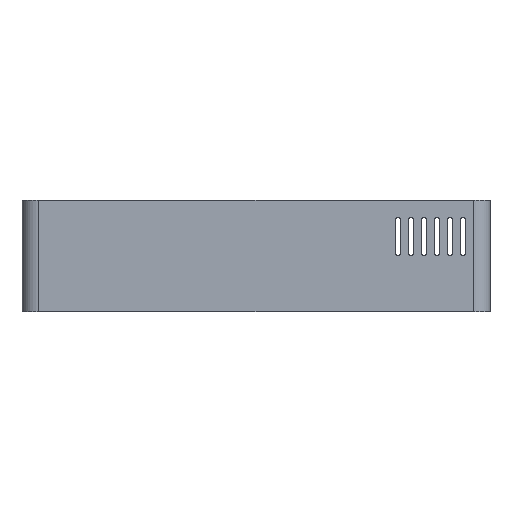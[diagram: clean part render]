
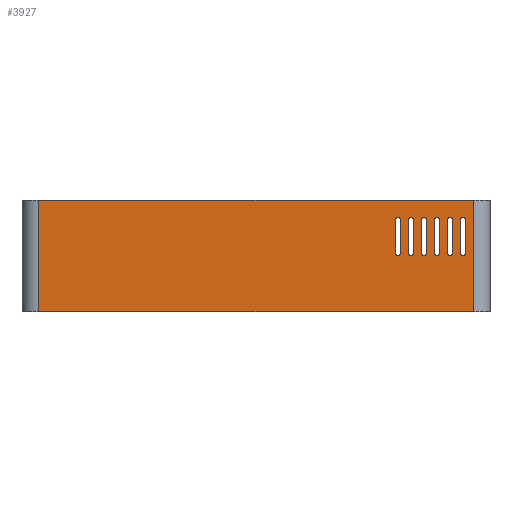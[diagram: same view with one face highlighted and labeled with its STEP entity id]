
A CAD part, left-side view. The second image highlights one B-rep face of the part: STEP entity #3927.
In plain terms, the highlighted planar face has unit normal (-1, 0, 0).
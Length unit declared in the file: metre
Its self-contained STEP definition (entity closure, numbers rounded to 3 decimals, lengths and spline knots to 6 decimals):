
#199=CIRCLE('',#4248,0.0005);
#200=CIRCLE('',#4249,0.0005);
#201=CIRCLE('',#4250,0.0005);
#202=CIRCLE('',#4251,0.0005);
#203=CIRCLE('',#4252,0.0005);
#204=CIRCLE('',#4253,0.0005);
#205=CIRCLE('',#4254,0.0005);
#206=CIRCLE('',#4255,0.0005);
#207=CIRCLE('',#4256,0.0005);
#208=CIRCLE('',#4257,0.0005);
#209=CIRCLE('',#4258,0.0005);
#210=CIRCLE('',#4259,0.0005);
#568=ORIENTED_EDGE('',*,*,#1714,.F.);
#569=ORIENTED_EDGE('',*,*,#1715,.T.);
#570=ORIENTED_EDGE('',*,*,#1716,.T.);
#571=ORIENTED_EDGE('',*,*,#1717,.T.);
#572=ORIENTED_EDGE('',*,*,#1718,.T.);
#573=ORIENTED_EDGE('',*,*,#1719,.T.);
#574=ORIENTED_EDGE('',*,*,#1720,.F.);
#575=ORIENTED_EDGE('',*,*,#1721,.T.);
#576=ORIENTED_EDGE('',*,*,#1722,.T.);
#577=ORIENTED_EDGE('',*,*,#1723,.T.);
#578=ORIENTED_EDGE('',*,*,#1724,.F.);
#579=ORIENTED_EDGE('',*,*,#1725,.T.);
#580=ORIENTED_EDGE('',*,*,#1726,.T.);
#581=ORIENTED_EDGE('',*,*,#1727,.T.);
#582=ORIENTED_EDGE('',*,*,#1728,.F.);
#583=ORIENTED_EDGE('',*,*,#1729,.T.);
#584=ORIENTED_EDGE('',*,*,#1730,.T.);
#585=ORIENTED_EDGE('',*,*,#1731,.T.);
#586=ORIENTED_EDGE('',*,*,#1732,.F.);
#587=ORIENTED_EDGE('',*,*,#1733,.T.);
#588=ORIENTED_EDGE('',*,*,#1734,.T.);
#589=ORIENTED_EDGE('',*,*,#1735,.T.);
#590=ORIENTED_EDGE('',*,*,#1736,.F.);
#591=ORIENTED_EDGE('',*,*,#1737,.T.);
#592=ORIENTED_EDGE('',*,*,#1713,.T.);
#593=ORIENTED_EDGE('',*,*,#1738,.T.);
#594=ORIENTED_EDGE('',*,*,#1739,.F.);
#595=ORIENTED_EDGE('',*,*,#1693,.F.);
#1693=EDGE_CURVE('',#2258,#2259,#2582,.T.);
#1713=EDGE_CURVE('',#2258,#2274,#2594,.T.);
#1714=EDGE_CURVE('',#2275,#2276,#2595,.T.);
#1715=EDGE_CURVE('',#2275,#2277,#199,.T.);
#1716=EDGE_CURVE('',#2277,#2278,#2596,.T.);
#1717=EDGE_CURVE('',#2278,#2276,#200,.T.);
#1718=EDGE_CURVE('',#2279,#2280,#2597,.T.);
#1719=EDGE_CURVE('',#2280,#2281,#201,.T.);
#1720=EDGE_CURVE('',#2282,#2281,#2598,.T.);
#1721=EDGE_CURVE('',#2282,#2279,#202,.T.);
#1722=EDGE_CURVE('',#2283,#2284,#2599,.T.);
#1723=EDGE_CURVE('',#2284,#2285,#203,.T.);
#1724=EDGE_CURVE('',#2286,#2285,#2600,.T.);
#1725=EDGE_CURVE('',#2286,#2283,#204,.T.);
#1726=EDGE_CURVE('',#2287,#2288,#2601,.T.);
#1727=EDGE_CURVE('',#2288,#2289,#205,.T.);
#1728=EDGE_CURVE('',#2290,#2289,#2602,.T.);
#1729=EDGE_CURVE('',#2290,#2287,#206,.T.);
#1730=EDGE_CURVE('',#2291,#2292,#2603,.T.);
#1731=EDGE_CURVE('',#2292,#2293,#207,.T.);
#1732=EDGE_CURVE('',#2294,#2293,#2604,.T.);
#1733=EDGE_CURVE('',#2294,#2291,#208,.T.);
#1734=EDGE_CURVE('',#2295,#2296,#2605,.T.);
#1735=EDGE_CURVE('',#2296,#2297,#209,.T.);
#1736=EDGE_CURVE('',#2298,#2297,#2606,.T.);
#1737=EDGE_CURVE('',#2298,#2295,#210,.T.);
#1738=EDGE_CURVE('',#2274,#2299,#2607,.T.);
#1739=EDGE_CURVE('',#2259,#2299,#2608,.T.);
#2258=VERTEX_POINT('',#6155);
#2259=VERTEX_POINT('',#6157);
#2274=VERTEX_POINT('',#6193);
#2275=VERTEX_POINT('',#6197);
#2276=VERTEX_POINT('',#6198);
#2277=VERTEX_POINT('',#6200);
#2278=VERTEX_POINT('',#6202);
#2279=VERTEX_POINT('',#6205);
#2280=VERTEX_POINT('',#6206);
#2281=VERTEX_POINT('',#6208);
#2282=VERTEX_POINT('',#6210);
#2283=VERTEX_POINT('',#6213);
#2284=VERTEX_POINT('',#6214);
#2285=VERTEX_POINT('',#6216);
#2286=VERTEX_POINT('',#6218);
#2287=VERTEX_POINT('',#6221);
#2288=VERTEX_POINT('',#6222);
#2289=VERTEX_POINT('',#6224);
#2290=VERTEX_POINT('',#6226);
#2291=VERTEX_POINT('',#6229);
#2292=VERTEX_POINT('',#6230);
#2293=VERTEX_POINT('',#6232);
#2294=VERTEX_POINT('',#6234);
#2295=VERTEX_POINT('',#6237);
#2296=VERTEX_POINT('',#6238);
#2297=VERTEX_POINT('',#6240);
#2298=VERTEX_POINT('',#6242);
#2299=VERTEX_POINT('',#6245);
#2582=LINE('',#6156,#3002);
#2594=LINE('',#6194,#3014);
#2595=LINE('',#6196,#3015);
#2596=LINE('',#6201,#3016);
#2597=LINE('',#6204,#3017);
#2598=LINE('',#6209,#3018);
#2599=LINE('',#6212,#3019);
#2600=LINE('',#6217,#3020);
#2601=LINE('',#6220,#3021);
#2602=LINE('',#6225,#3022);
#2603=LINE('',#6228,#3023);
#2604=LINE('',#6233,#3024);
#2605=LINE('',#6236,#3025);
#2606=LINE('',#6241,#3026);
#2607=LINE('',#6244,#3027);
#2608=LINE('',#6246,#3028);
#3002=VECTOR('',#4879,1.);
#3014=VECTOR('',#4911,1.);
#3015=VECTOR('',#4914,1.);
#3016=VECTOR('',#4917,1.);
#3017=VECTOR('',#4920,1.);
#3018=VECTOR('',#4923,1.);
#3019=VECTOR('',#4926,1.);
#3020=VECTOR('',#4929,1.);
#3021=VECTOR('',#4932,1.);
#3022=VECTOR('',#4935,1.);
#3023=VECTOR('',#4938,1.);
#3024=VECTOR('',#4941,1.);
#3025=VECTOR('',#4944,1.);
#3026=VECTOR('',#4947,1.);
#3027=VECTOR('',#4950,1.);
#3028=VECTOR('',#4951,1.);
#3322=EDGE_LOOP('',(#568,#569,#570,#571));
#3323=EDGE_LOOP('',(#572,#573,#574,#575));
#3324=EDGE_LOOP('',(#576,#577,#578,#579));
#3325=EDGE_LOOP('',(#580,#581,#582,#583));
#3326=EDGE_LOOP('',(#584,#585,#586,#587));
#3327=EDGE_LOOP('',(#588,#589,#590,#591));
#3328=EDGE_LOOP('',(#592,#593,#594,#595));
#3586=FACE_BOUND('',#3322,.T.);
#3587=FACE_BOUND('',#3323,.T.);
#3588=FACE_BOUND('',#3324,.T.);
#3589=FACE_BOUND('',#3325,.T.);
#3590=FACE_BOUND('',#3326,.T.);
#3591=FACE_BOUND('',#3327,.T.);
#3592=FACE_BOUND('',#3328,.T.);
#3809=PLANE('',#4247);
#3927=ADVANCED_FACE('',(#3586,#3587,#3588,#3589,#3590,#3591,#3592),#3809,
 .F.);
#4247=AXIS2_PLACEMENT_3D('',#6195,#4912,#4913);
#4248=AXIS2_PLACEMENT_3D('',#6199,#4915,#4916);
#4249=AXIS2_PLACEMENT_3D('',#6203,#4918,#4919);
#4250=AXIS2_PLACEMENT_3D('',#6207,#4921,#4922);
#4251=AXIS2_PLACEMENT_3D('',#6211,#4924,#4925);
#4252=AXIS2_PLACEMENT_3D('',#6215,#4927,#4928);
#4253=AXIS2_PLACEMENT_3D('',#6219,#4930,#4931);
#4254=AXIS2_PLACEMENT_3D('',#6223,#4933,#4934);
#4255=AXIS2_PLACEMENT_3D('',#6227,#4936,#4937);
#4256=AXIS2_PLACEMENT_3D('',#6231,#4939,#4940);
#4257=AXIS2_PLACEMENT_3D('',#6235,#4942,#4943);
#4258=AXIS2_PLACEMENT_3D('',#6239,#4945,#4946);
#4259=AXIS2_PLACEMENT_3D('',#6243,#4948,#4949);
#4879=DIRECTION('',(0.,-1.,0.));
#4911=DIRECTION('',(0.,0.,-1.));
#4912=DIRECTION('',(1.,0.,0.));
#4913=DIRECTION('',(0.,0.,-1.));
#4914=DIRECTION('',(0.,0.,-1.));
#4915=DIRECTION('',(1.,0.,0.));
#4916=DIRECTION('',(0.,0.,-1.));
#4917=DIRECTION('',(0.,0.,-1.));
#4918=DIRECTION('',(1.,0.,0.));
#4919=DIRECTION('',(0.,0.,-1.));
#4920=DIRECTION('',(0.,0.,-1.));
#4921=DIRECTION('',(1.,0.,0.));
#4922=DIRECTION('',(0.,0.,-1.));
#4923=DIRECTION('',(0.,0.,-1.));
#4924=DIRECTION('',(1.,0.,0.));
#4925=DIRECTION('',(0.,0.,-1.));
#4926=DIRECTION('',(0.,0.,-1.));
#4927=DIRECTION('',(1.,0.,0.));
#4928=DIRECTION('',(0.,0.,-1.));
#4929=DIRECTION('',(0.,0.,-1.));
#4930=DIRECTION('',(1.,0.,0.));
#4931=DIRECTION('',(0.,0.,-1.));
#4932=DIRECTION('',(0.,0.,-1.));
#4933=DIRECTION('',(1.,0.,0.));
#4934=DIRECTION('',(0.,0.,-1.));
#4935=DIRECTION('',(0.,0.,-1.));
#4936=DIRECTION('',(1.,0.,0.));
#4937=DIRECTION('',(0.,0.,-1.));
#4938=DIRECTION('',(0.,0.,-1.));
#4939=DIRECTION('',(1.,0.,0.));
#4940=DIRECTION('',(0.,0.,-1.));
#4941=DIRECTION('',(0.,0.,-1.));
#4942=DIRECTION('',(1.,0.,0.));
#4943=DIRECTION('',(0.,0.,-1.));
#4944=DIRECTION('',(0.,0.,-1.));
#4945=DIRECTION('',(1.,0.,0.));
#4946=DIRECTION('',(0.,0.,-1.));
#4947=DIRECTION('',(0.,0.,-1.));
#4948=DIRECTION('',(1.,0.,0.));
#4949=DIRECTION('',(0.,0.,-1.));
#4950=DIRECTION('',(0.,-1.,0.));
#4951=DIRECTION('',(0.,0.,-1.));
#6155=CARTESIAN_POINT('',(-0.02595,0.04175,0.0195));
#6156=CARTESIAN_POINT('',(-0.02595,0.,0.0195));
#6157=CARTESIAN_POINT('',(-0.02595,-0.04175,0.0195));
#6193=CARTESIAN_POINT('',(-0.02595,0.04175,-0.002));
#6194=CARTESIAN_POINT('',(-0.02595,0.04175,0.0195));
#6195=CARTESIAN_POINT('',(-0.02595,0.,0.0195));
#6196=CARTESIAN_POINT('',(-0.02595,-0.03935,0.0195));
#6197=CARTESIAN_POINT('',(-0.02595,-0.03935,0.015625));
#6198=CARTESIAN_POINT('',(-0.02595,-0.03935,0.009375));
#6199=CARTESIAN_POINT('',(-0.02595,-0.03985,0.015625));
#6200=CARTESIAN_POINT('',(-0.02595,-0.04035,0.015625));
#6201=CARTESIAN_POINT('',(-0.02595,-0.04035,0.0195));
#6202=CARTESIAN_POINT('',(-0.02595,-0.04035,0.009375));
#6203=CARTESIAN_POINT('',(-0.02595,-0.03985,0.009375));
#6204=CARTESIAN_POINT('',(-0.02595,-0.03785,0.0195));
#6205=CARTESIAN_POINT('',(-0.02595,-0.03785,0.015625));
#6206=CARTESIAN_POINT('',(-0.02595,-0.03785,0.009375));
#6207=CARTESIAN_POINT('',(-0.02595,-0.03735,0.009375));
#6208=CARTESIAN_POINT('',(-0.02595,-0.03685,0.009375));
#6209=CARTESIAN_POINT('',(-0.02595,-0.03685,0.0195));
#6210=CARTESIAN_POINT('',(-0.02595,-0.03685,0.015625));
#6211=CARTESIAN_POINT('',(-0.02595,-0.03735,0.015625));
#6212=CARTESIAN_POINT('',(-0.02595,-0.03535,0.0195));
#6213=CARTESIAN_POINT('',(-0.02595,-0.03535,0.015625));
#6214=CARTESIAN_POINT('',(-0.02595,-0.03535,0.009375));
#6215=CARTESIAN_POINT('',(-0.02595,-0.03485,0.009375));
#6216=CARTESIAN_POINT('',(-0.02595,-0.03435,0.009375));
#6217=CARTESIAN_POINT('',(-0.02595,-0.03435,0.0195));
#6218=CARTESIAN_POINT('',(-0.02595,-0.03435,0.015625));
#6219=CARTESIAN_POINT('',(-0.02595,-0.03485,0.015625));
#6220=CARTESIAN_POINT('',(-0.02595,-0.03285,0.0195));
#6221=CARTESIAN_POINT('',(-0.02595,-0.03285,0.015625));
#6222=CARTESIAN_POINT('',(-0.02595,-0.03285,0.009375));
#6223=CARTESIAN_POINT('',(-0.02595,-0.03235,0.009375));
#6224=CARTESIAN_POINT('',(-0.02595,-0.03185,0.009375));
#6225=CARTESIAN_POINT('',(-0.02595,-0.03185,0.0195));
#6226=CARTESIAN_POINT('',(-0.02595,-0.03185,0.015625));
#6227=CARTESIAN_POINT('',(-0.02595,-0.03235,0.015625));
#6228=CARTESIAN_POINT('',(-0.02595,-0.03035,0.0195));
#6229=CARTESIAN_POINT('',(-0.02595,-0.03035,0.015625));
#6230=CARTESIAN_POINT('',(-0.02595,-0.03035,0.009375));
#6231=CARTESIAN_POINT('',(-0.02595,-0.02985,0.009375));
#6232=CARTESIAN_POINT('',(-0.02595,-0.02935,0.009375));
#6233=CARTESIAN_POINT('',(-0.02595,-0.02935,0.0195));
#6234=CARTESIAN_POINT('',(-0.02595,-0.02935,0.015625));
#6235=CARTESIAN_POINT('',(-0.02595,-0.02985,0.015625));
#6236=CARTESIAN_POINT('',(-0.02595,-0.02785,0.0195));
#6237=CARTESIAN_POINT('',(-0.02595,-0.02785,0.015625));
#6238=CARTESIAN_POINT('',(-0.02595,-0.02785,0.009375));
#6239=CARTESIAN_POINT('',(-0.02595,-0.02735,0.009375));
#6240=CARTESIAN_POINT('',(-0.02595,-0.02685,0.009375));
#6241=CARTESIAN_POINT('',(-0.02595,-0.02685,0.0195));
#6242=CARTESIAN_POINT('',(-0.02595,-0.02685,0.015625));
#6243=CARTESIAN_POINT('',(-0.02595,-0.02735,0.015625));
#6244=CARTESIAN_POINT('',(-0.02595,0.,-0.002));
#6245=CARTESIAN_POINT('',(-0.02595,-0.04175,-0.002));
#6246=CARTESIAN_POINT('',(-0.02595,-0.04175,0.0195));
